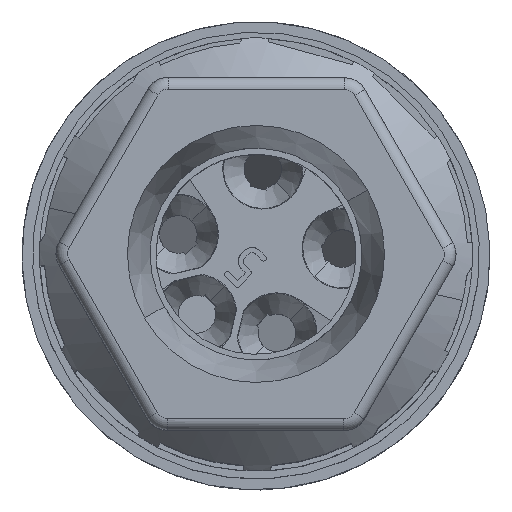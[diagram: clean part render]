
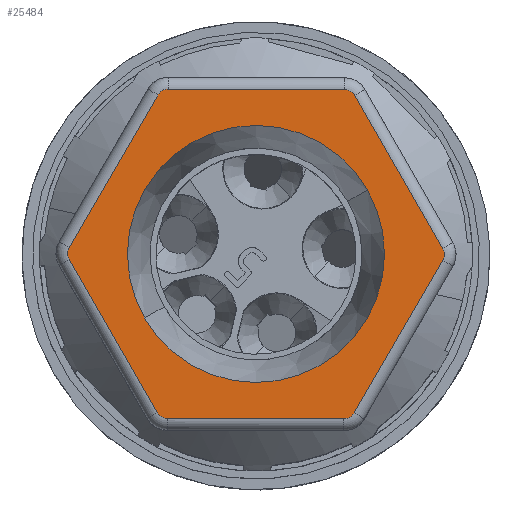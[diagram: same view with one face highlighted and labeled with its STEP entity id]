
A CAD part, top view. The second image highlights one B-rep face of the part: STEP entity #25484.
In plain terms, the highlighted planar face has unit normal (0, 0, 1).
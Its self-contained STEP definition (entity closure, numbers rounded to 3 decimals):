
#25380=AXIS2_PLACEMENT_3D('Circle Axis2P3D',#25378,#25379,$) ;
#25394=AXIS2_PLACEMENT_3D('Plane Axis2P3D',#25391,#25392,#25393) ;
#25449=AXIS2_PLACEMENT_3D('Circle Axis2P3D',#25447,#25448,$) ;
#25468=AXIS2_PLACEMENT_3D('Circle Axis2P3D',#25466,#25467,$) ;
#25477=AXIS2_PLACEMENT_3D('Circle Axis2P3D',#25475,#25476,$) ;
#25210=CARTESIAN_POINT('Vertex',(6.211,16.957,63.4)) ;
#25213=CARTESIAN_POINT('Line Origine',(7.588,16.955,63.4)) ;
#25217=CARTESIAN_POINT('Vertex',(13.716,16.943,63.4)) ;
#25242=CARTESIAN_POINT('Vertex',(17.889,10.185,63.4)) ;
#25249=CARTESIAN_POINT('Vertex',(14.149,16.692,63.4)) ;
#25252=CARTESIAN_POINT('Line Origine',(-6.78,53.102,63.4)) ;
#25270=CARTESIAN_POINT('Line Origine',(14.814,4.384,63.4)) ;
#25274=CARTESIAN_POINT('Vertex',(14.123,3.192,63.4)) ;
#25276=CARTESIAN_POINT('Vertex',(17.888,9.685,63.4)) ;
#25306=CARTESIAN_POINT('Vertex',(13.689,2.943,63.4)) ;
#25309=CARTESIAN_POINT('Line Origine',(15.644,2.939,63.4)) ;
#25313=CARTESIAN_POINT('Vertex',(6.184,2.957,63.4)) ;
#25334=CARTESIAN_POINT('Line Origine',(-18.918,46.126,63.4)) ;
#25338=CARTESIAN_POINT('Vertex',(2.011,9.715,63.4)) ;
#25340=CARTESIAN_POINT('Vertex',(5.751,3.208,63.4)) ;
#25375=CARTESIAN_POINT('Vertex',(5.777,16.708,63.4)) ;
#25378=CARTESIAN_POINT('Axis2P3D Location',(6.21,16.457,63.4)) ;
#25391=CARTESIAN_POINT('Axis2P3D Location',(13.051,15.298,63.4)) ;
#25397=CARTESIAN_POINT('Control Point',(14.123,3.192,63.4)) ;
#25398=CARTESIAN_POINT('Control Point',(14.091,3.138,63.4)) ;
#25399=CARTESIAN_POINT('Control Point',(14.051,3.088,63.4)) ;
#25400=CARTESIAN_POINT('Control Point',(14.004,3.046,63.4)) ;
#25401=CARTESIAN_POINT('Control Point',(13.915,2.988,63.4)) ;
#25402=CARTESIAN_POINT('Control Point',(13.815,2.956,63.4)) ;
#25403=CARTESIAN_POINT('Control Point',(13.773,2.947,63.4)) ;
#25404=CARTESIAN_POINT('Control Point',(13.731,2.943,63.4)) ;
#25405=CARTESIAN_POINT('Control Point',(13.689,2.943,63.4)) ;
#25408=CARTESIAN_POINT('Control Point',(17.889,10.185,63.4)) ;
#25409=CARTESIAN_POINT('Control Point',(17.92,10.13,63.4)) ;
#25410=CARTESIAN_POINT('Control Point',(17.943,10.071,63.4)) ;
#25411=CARTESIAN_POINT('Control Point',(17.956,10.008,63.4)) ;
#25412=CARTESIAN_POINT('Control Point',(17.961,9.903,63.4)) ;
#25413=CARTESIAN_POINT('Control Point',(17.939,9.8,63.4)) ;
#25414=CARTESIAN_POINT('Control Point',(17.926,9.759,63.4)) ;
#25415=CARTESIAN_POINT('Control Point',(17.909,9.721,63.4)) ;
#25416=CARTESIAN_POINT('Control Point',(17.888,9.685,63.4)) ;
#25419=CARTESIAN_POINT('Control Point',(13.716,16.943,63.4)) ;
#25420=CARTESIAN_POINT('Control Point',(13.779,16.943,63.4)) ;
#25421=CARTESIAN_POINT('Control Point',(13.842,16.933,63.4)) ;
#25422=CARTESIAN_POINT('Control Point',(13.903,16.913,63.4)) ;
#25423=CARTESIAN_POINT('Control Point',(13.997,16.864,63.4)) ;
#25424=CARTESIAN_POINT('Control Point',(14.075,16.794,63.4)) ;
#25425=CARTESIAN_POINT('Control Point',(14.103,16.762,63.4)) ;
#25426=CARTESIAN_POINT('Control Point',(14.128,16.728,63.4)) ;
#25427=CARTESIAN_POINT('Control Point',(14.149,16.692,63.4)) ;
#25429=CARTESIAN_POINT('Line Origine',(3.895,13.462,63.4)) ;
#25433=CARTESIAN_POINT('Vertex',(2.012,10.215,63.4)) ;
#25437=CARTESIAN_POINT('Control Point',(2.011,9.715,63.4)) ;
#25438=CARTESIAN_POINT('Control Point',(1.98,9.77,63.4)) ;
#25439=CARTESIAN_POINT('Control Point',(1.957,9.829,63.4)) ;
#25440=CARTESIAN_POINT('Control Point',(1.944,9.892,63.4)) ;
#25441=CARTESIAN_POINT('Control Point',(1.939,9.997,63.4)) ;
#25442=CARTESIAN_POINT('Control Point',(1.961,10.1,63.4)) ;
#25443=CARTESIAN_POINT('Control Point',(1.974,10.141,63.4)) ;
#25444=CARTESIAN_POINT('Control Point',(1.991,10.179,63.4)) ;
#25445=CARTESIAN_POINT('Control Point',(2.012,10.215,63.4)) ;
#25447=CARTESIAN_POINT('Axis2P3D Location',(6.185,3.457,63.4)) ;
#25466=CARTESIAN_POINT('Axis2P3D Location',(9.95,9.95,63.4)) ;
#25470=CARTESIAN_POINT('Vertex',(5.212,7.227,63.4)) ;
#25472=CARTESIAN_POINT('Vertex',(14.688,12.673,63.4)) ;
#25475=CARTESIAN_POINT('Axis2P3D Location',(9.95,9.95,63.4)) ;
#25214=DIRECTION('Vector Direction',(-1.,0.002,0.)) ;
#25253=DIRECTION('Vector Direction',(-0.498,0.867,0.)) ;
#25271=DIRECTION('Vector Direction',(0.502,0.865,0.)) ;
#25310=DIRECTION('Vector Direction',(1.,-0.002,0.)) ;
#25335=DIRECTION('Vector Direction',(0.498,-0.867,0.)) ;
#25379=DIRECTION('Axis2P3D Direction',(0.,0.,-1.)) ;
#25392=DIRECTION('Axis2P3D Direction',(0.,0.,1.)) ;
#25393=DIRECTION('Axis2P3D XDirection',(0.502,0.865,0.)) ;
#25430=DIRECTION('Vector Direction',(0.502,0.865,0.)) ;
#25448=DIRECTION('Axis2P3D Direction',(0.,0.,1.)) ;
#25467=DIRECTION('Axis2P3D Direction',(0.,0.,1.)) ;
#25476=DIRECTION('Axis2P3D Direction',(0.,0.,1.)) ;
#25215=VECTOR('Line Direction',#25214,1.) ;
#25254=VECTOR('Line Direction',#25253,1.) ;
#25272=VECTOR('Line Direction',#25271,1.) ;
#25311=VECTOR('Line Direction',#25310,1.) ;
#25336=VECTOR('Line Direction',#25335,1.) ;
#25431=VECTOR('Line Direction',#25430,1.) ;
#25453=ORIENTED_EDGE('',*,*,#25315,.T.) ;
#25454=ORIENTED_EDGE('',*,*,#25406,.F.) ;
#25455=ORIENTED_EDGE('',*,*,#25278,.T.) ;
#25456=ORIENTED_EDGE('',*,*,#25417,.F.) ;
#25457=ORIENTED_EDGE('',*,*,#25256,.T.) ;
#25458=ORIENTED_EDGE('',*,*,#25428,.F.) ;
#25459=ORIENTED_EDGE('',*,*,#25219,.T.) ;
#25460=ORIENTED_EDGE('',*,*,#25382,.F.) ;
#25461=ORIENTED_EDGE('',*,*,#25435,.F.) ;
#25462=ORIENTED_EDGE('',*,*,#25446,.F.) ;
#25463=ORIENTED_EDGE('',*,*,#25342,.T.) ;
#25464=ORIENTED_EDGE('',*,*,#25451,.T.) ;
#25481=ORIENTED_EDGE('',*,*,#25474,.F.) ;
#25482=ORIENTED_EDGE('',*,*,#25479,.F.) ;
#25483=FACE_BOUND('',#25480,.T.) ;
#25484=ADVANCED_FACE('Hauptk\X2\00F6\X0\rper',(#25465,#25483),#25395,.T.) ;
#25396=B_SPLINE_CURVE_WITH_KNOTS('',5,(#25397,#25398,#25399,#25400,#25401,#25402,#25403,#25404,#25405),.UNSPECIFIED.,.F.,.U.,(6,3,6),(0.,0.444,0.739),.UNSPECIFIED.) ;
#25407=B_SPLINE_CURVE_WITH_KNOTS('',5,(#25408,#25409,#25410,#25411,#25412,#25413,#25414,#25415,#25416),.UNSPECIFIED.,.F.,.U.,(6,3,6),(0.,0.444,0.739),.UNSPECIFIED.) ;
#25418=B_SPLINE_CURVE_WITH_KNOTS('',5,(#25419,#25420,#25421,#25422,#25423,#25424,#25425,#25426,#25427),.UNSPECIFIED.,.F.,.U.,(6,3,6),(0.,0.444,0.739),.UNSPECIFIED.) ;
#25436=B_SPLINE_CURVE_WITH_KNOTS('',5,(#25437,#25438,#25439,#25440,#25441,#25442,#25443,#25444,#25445),.UNSPECIFIED.,.F.,.U.,(6,3,6),(0.,0.444,0.739),.UNSPECIFIED.) ;
#25381=CIRCLE('generated circle',#25380,0.5) ;
#25450=CIRCLE('generated circle',#25449,0.5) ;
#25469=CIRCLE('generated circle',#25468,5.465) ;
#25478=CIRCLE('generated circle',#25477,5.465) ;
#25219=EDGE_CURVE('',#25218,#25211,#25216,.T.) ;
#25256=EDGE_CURVE('',#25243,#25250,#25255,.T.) ;
#25278=EDGE_CURVE('',#25275,#25277,#25273,.T.) ;
#25315=EDGE_CURVE('',#25314,#25307,#25312,.T.) ;
#25342=EDGE_CURVE('',#25339,#25341,#25337,.T.) ;
#25382=EDGE_CURVE('',#25376,#25211,#25381,.T.) ;
#25406=EDGE_CURVE('',#25275,#25307,#25396,.T.) ;
#25417=EDGE_CURVE('',#25243,#25277,#25407,.T.) ;
#25428=EDGE_CURVE('',#25218,#25250,#25418,.T.) ;
#25435=EDGE_CURVE('',#25434,#25376,#25432,.T.) ;
#25446=EDGE_CURVE('',#25339,#25434,#25436,.T.) ;
#25451=EDGE_CURVE('',#25341,#25314,#25450,.T.) ;
#25474=EDGE_CURVE('',#25471,#25473,#25469,.T.) ;
#25479=EDGE_CURVE('',#25473,#25471,#25478,.T.) ;
#25452=EDGE_LOOP('',(#25453,#25454,#25455,#25456,#25457,#25458,#25459,#25460,#25461,#25462,#25463,#25464)) ;
#25480=EDGE_LOOP('',(#25481,#25482)) ;
#25465=FACE_OUTER_BOUND('',#25452,.T.) ;
#25216=LINE('Line',#25213,#25215) ;
#25255=LINE('Line',#25252,#25254) ;
#25273=LINE('Line',#25270,#25272) ;
#25312=LINE('Line',#25309,#25311) ;
#25337=LINE('Line',#25334,#25336) ;
#25432=LINE('Line',#25429,#25431) ;
#25395=PLANE('',#25394) ;
#25211=VERTEX_POINT('',#25210) ;
#25218=VERTEX_POINT('',#25217) ;
#25243=VERTEX_POINT('',#25242) ;
#25250=VERTEX_POINT('',#25249) ;
#25275=VERTEX_POINT('',#25274) ;
#25277=VERTEX_POINT('',#25276) ;
#25307=VERTEX_POINT('',#25306) ;
#25314=VERTEX_POINT('',#25313) ;
#25339=VERTEX_POINT('',#25338) ;
#25341=VERTEX_POINT('',#25340) ;
#25376=VERTEX_POINT('',#25375) ;
#25434=VERTEX_POINT('',#25433) ;
#25471=VERTEX_POINT('',#25470) ;
#25473=VERTEX_POINT('',#25472) ;
